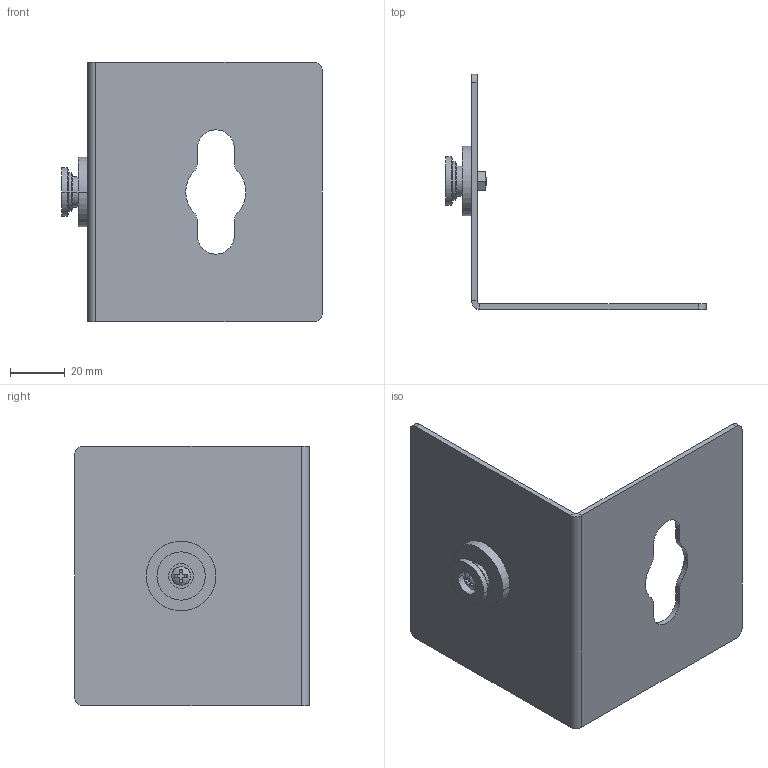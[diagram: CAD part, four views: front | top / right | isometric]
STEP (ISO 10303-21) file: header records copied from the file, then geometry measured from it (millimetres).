
FILE_DESCRIPTION((''),'2;1');
FILE_NAME('1_ASM','2021-07-24T',('Administrator'),(''),'PRO/ENGINEER BY PARAMETRIC TECHNOLOGY CORPORATION, 2010100','PRO/ENGINEER BY PARAMETRIC TECHNOLOGY CORPORATION, 2010100','');
FILE_SCHEMA(('CONFIG_CONTROL_DESIGN'));
Length unit declared in the file: millimetre
Products named in the file (5): SWBRACKET; PLASTIC_PART2_MIR; 94387A250_METRIC_JIS_PAN_HEAD_P; 92497A250_ZINC_YELLOW-CHROMATE_; 1_ASM
Assembly tree (4 placements, depth 2):
  1_ASM
    SWBRACKET
    PLASTIC_PART2_MIR
    94387A250_METRIC_JIS_PAN_HEAD_P
    92497A250_ZINC_YELLOW-CHROMATE_
Bounding box: 95.5 x 86 x 95 mm (x, y, z)
Volume: 33377.9 mm3; surface area: 34539.5 mm2
Topology: 3 solids, 4 shells, 193 faces, 532 edges, 351 vertices
Faces by surface type: cylinder 110, plane 49, cone 27, bspline 4, torus 2, sphere 1
Entity records: 15855 total; most frequent: CARTESIAN_POINT 11129, ORIENTED_EDGE 1054, DIRECTION 835, EDGE_CURVE 532, VERTEX_POINT 351, AXIS2_PLACEMENT_3D 326, B_SPLINE_CURVE_WITH_KNOTS 221, EDGE_LOOP 207
